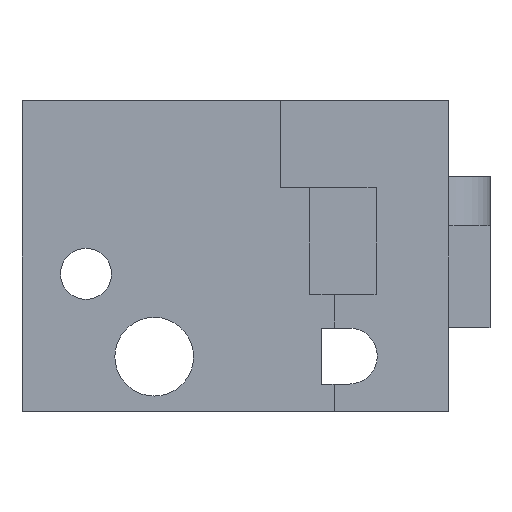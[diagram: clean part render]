
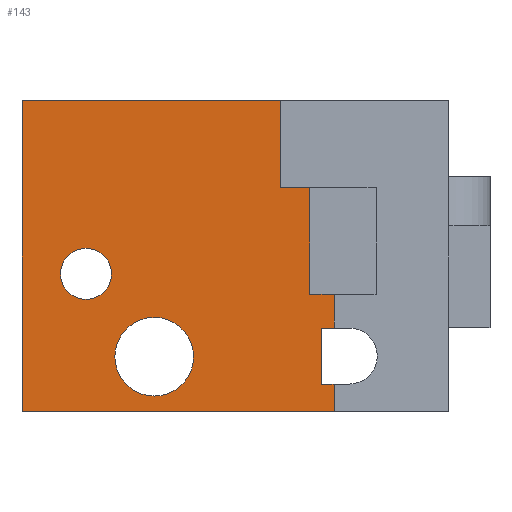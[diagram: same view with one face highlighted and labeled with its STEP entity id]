
A CAD part, left-side view. The second image highlights one B-rep face of the part: STEP entity #143.
In plain terms, the highlighted planar face has unit normal (-1, 0, 0).
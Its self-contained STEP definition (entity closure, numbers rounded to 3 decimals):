
#46=FACE_BOUND('',#375,.T.);
#47=FACE_BOUND('',#376,.T.);
#48=FACE_BOUND('',#377,.T.);
#90=CIRCLE('',#1787,1.215);
#91=CIRCLE('',#1789,1.875);
#143=ADVANCED_FACE('',(#46,#47,#48),#221,.T.);
#221=PLANE('',#1811);
#375=EDGE_LOOP('',(#594));
#376=EDGE_LOOP('',(#595));
#377=EDGE_LOOP('',(#596,#597,#598,#599,#600,#601,#602,#603,#604,#605,#606,
#607));
#594=ORIENTED_EDGE('',*,*,#1120,.T.);
#595=ORIENTED_EDGE('',*,*,#1121,.T.);
#596=ORIENTED_EDGE('',*,*,#1180,.T.);
#597=ORIENTED_EDGE('',*,*,#1133,.T.);
#598=ORIENTED_EDGE('',*,*,#1174,.T.);
#599=ORIENTED_EDGE('',*,*,#1141,.T.);
#600=ORIENTED_EDGE('',*,*,#1181,.T.);
#601=ORIENTED_EDGE('',*,*,#1182,.F.);
#602=ORIENTED_EDGE('',*,*,#1183,.T.);
#603=ORIENTED_EDGE('',*,*,#1146,.T.);
#604=ORIENTED_EDGE('',*,*,#1154,.T.);
#605=ORIENTED_EDGE('',*,*,#1151,.T.);
#606=ORIENTED_EDGE('',*,*,#1163,.T.);
#607=ORIENTED_EDGE('',*,*,#1165,.T.);
#950=VERTEX_POINT('',#2447);
#951=VERTEX_POINT('',#2450);
#961=VERTEX_POINT('',#2476);
#962=VERTEX_POINT('',#2477);
#965=VERTEX_POINT('',#2486);
#968=VERTEX_POINT('',#2491);
#973=VERTEX_POINT('',#2504);
#974=VERTEX_POINT('',#2505);
#977=VERTEX_POINT('',#2513);
#979=VERTEX_POINT('',#2516);
#986=VERTEX_POINT('',#2537);
#987=VERTEX_POINT('',#2542);
#993=VERTEX_POINT('',#2570);
#994=VERTEX_POINT('',#2572);
#1120=EDGE_CURVE('',#950,#950,#90,.T.);
#1121=EDGE_CURVE('',#951,#951,#91,.T.);
#1133=EDGE_CURVE('',#961,#962,#1359,.T.);
#1141=EDGE_CURVE('',#965,#968,#1367,.T.);
#1146=EDGE_CURVE('',#973,#974,#1372,.T.);
#1151=EDGE_CURVE('',#979,#977,#1377,.T.);
#1154=EDGE_CURVE('',#974,#979,#1380,.T.);
#1163=EDGE_CURVE('',#977,#986,#1387,.T.);
#1165=EDGE_CURVE('',#986,#987,#1389,.T.);
#1174=EDGE_CURVE('',#962,#965,#1398,.T.);
#1180=EDGE_CURVE('',#987,#961,#1404,.T.);
#1181=EDGE_CURVE('',#968,#993,#1405,.T.);
#1182=EDGE_CURVE('',#994,#993,#1406,.T.);
#1183=EDGE_CURVE('',#994,#973,#1407,.T.);
#1359=LINE('',#2475,#1569);
#1367=LINE('',#2492,#1577);
#1372=LINE('',#2503,#1582);
#1377=LINE('',#2515,#1587);
#1380=LINE('',#2521,#1590);
#1387=LINE('',#2538,#1597);
#1389=LINE('',#2541,#1599);
#1398=LINE('',#2557,#1608);
#1404=LINE('',#2567,#1614);
#1405=LINE('',#2569,#1615);
#1406=LINE('',#2571,#1616);
#1407=LINE('',#2573,#1617);
#1569=VECTOR('',#1984,1.);
#1577=VECTOR('',#1994,1.);
#1582=VECTOR('',#2003,1.);
#1587=VECTOR('',#2010,1.);
#1590=VECTOR('',#2015,1.);
#1597=VECTOR('',#2030,1.);
#1599=VECTOR('',#2034,1.);
#1608=VECTOR('',#2047,1.);
#1614=VECTOR('',#2059,1.);
#1615=VECTOR('',#2062,1.);
#1616=VECTOR('',#2063,1.);
#1617=VECTOR('',#2064,1.);
#1787=AXIS2_PLACEMENT_3D('',#2446,#1958,#1959);
#1789=AXIS2_PLACEMENT_3D('',#2449,#1962,#1963);
#1811=AXIS2_PLACEMENT_3D('',#2574,#2065,#2066);
#1958=DIRECTION('',(1.,0.,0.));
#1959=DIRECTION('',(0.,1.,0.));
#1962=DIRECTION('',(1.,0.,0.));
#1963=DIRECTION('',(0.,-1.,0.));
#1984=DIRECTION('',(0.,0.,1.));
#1994=DIRECTION('',(0.,0.,1.));
#2003=DIRECTION('',(0.,0.,1.));
#2010=DIRECTION('',(0.,0.,1.));
#2015=DIRECTION('',(0.,1.,0.));
#2030=DIRECTION('',(0.,-1.,0.));
#2034=DIRECTION('',(0.,0.,1.));
#2047=DIRECTION('',(0.,1.,0.));
#2059=DIRECTION('',(0.,1.,0.));
#2062=DIRECTION('',(0.,1.,0.));
#2063=DIRECTION('',(0.,0.,1.));
#2064=DIRECTION('',(0.,-1.,0.));
#2065=DIRECTION('',(-1.,0.,0.));
#2066=DIRECTION('',(0.,-1.,0.));
#2446=CARTESIAN_POINT('',(-7.95,16.8,-2.3));
#2447=CARTESIAN_POINT('',(-7.95,18.015,-2.3));
#2449=CARTESIAN_POINT('',(-7.95,13.55,-6.25));
#2450=CARTESIAN_POINT('',(-7.95,11.675,-6.25));
#2475=CARTESIAN_POINT('',(-7.95,6.13,-3.27));
#2476=CARTESIAN_POINT('',(-7.95,6.13,-3.27));
#2477=CARTESIAN_POINT('',(-7.95,6.13,1.8));
#2486=CARTESIAN_POINT('',(-7.95,7.53,1.8));
#2491=CARTESIAN_POINT('',(-7.95,7.53,5.95));
#2492=CARTESIAN_POINT('',(-7.95,7.53,1.8));
#2503=CARTESIAN_POINT('',(-7.95,4.98,-8.85));
#2504=CARTESIAN_POINT('',(-7.95,4.98,-8.85));
#2505=CARTESIAN_POINT('',(-7.95,4.98,-7.55));
#2513=CARTESIAN_POINT('',(-7.95,5.58,-4.89));
#2515=CARTESIAN_POINT('',(-7.95,5.58,-7.55));
#2516=CARTESIAN_POINT('',(-7.95,5.58,-7.55));
#2521=CARTESIAN_POINT('',(-7.95,4.98,-7.55));
#2537=CARTESIAN_POINT('',(-7.95,4.98,-4.89));
#2538=CARTESIAN_POINT('',(-7.95,5.58,-4.89));
#2541=CARTESIAN_POINT('',(-7.95,4.98,-4.89));
#2542=CARTESIAN_POINT('',(-7.95,4.98,-3.27));
#2557=CARTESIAN_POINT('',(-7.95,6.13,1.8));
#2567=CARTESIAN_POINT('',(-7.95,4.98,-3.27));
#2569=CARTESIAN_POINT('',(-7.95,7.53,5.95));
#2570=CARTESIAN_POINT('',(-7.95,19.85,5.95));
#2571=CARTESIAN_POINT('',(-7.95,19.85,-8.85));
#2572=CARTESIAN_POINT('',(-7.95,19.85,-8.85));
#2573=CARTESIAN_POINT('',(-7.95,19.85,-8.85));
#2574=CARTESIAN_POINT('',(-7.95,19.95,-8.95));
